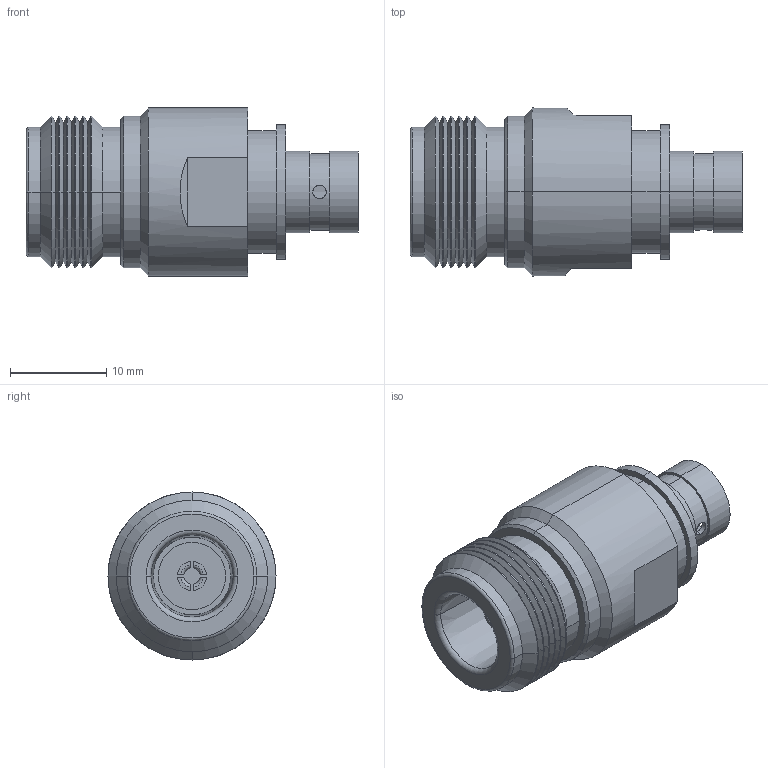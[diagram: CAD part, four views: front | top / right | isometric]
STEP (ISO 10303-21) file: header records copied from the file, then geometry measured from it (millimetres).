
FILE_DESCRIPTION (( 'STEP AP203' ), '1' );
FILE_NAME ('3190-3004.STEP', '2020-09-21T01:30:31', ( '' ), ( '' ), 'SwSTEP 2.0', 'SolidWorks 2018', '' );
FILE_SCHEMA (( 'CONFIG_CONTROL_DESIGN' ));
Length unit declared in the file: inch
Products named in the file (1): 3190-3004
Bounding box: 34.58 x 17.5 x 17.5 mm (x, y, z)
Volume: 4896 mm3; surface area: 2704.8 mm2
Topology: 1 solids, 1 shells, 113 faces, 242 edges, 144 vertices
Faces by surface type: cylinder 46, cone 32, plane 27, torus 8
Entity records: 3197 total; most frequent: CARTESIAN_POINT 606, DIRECTION 574, ORIENTED_EDGE 484, EDGE_CURVE 242, AXIS2_PLACEMENT_3D 232, VERTEX_POINT 144, EDGE_LOOP 128, CIRCLE 118
